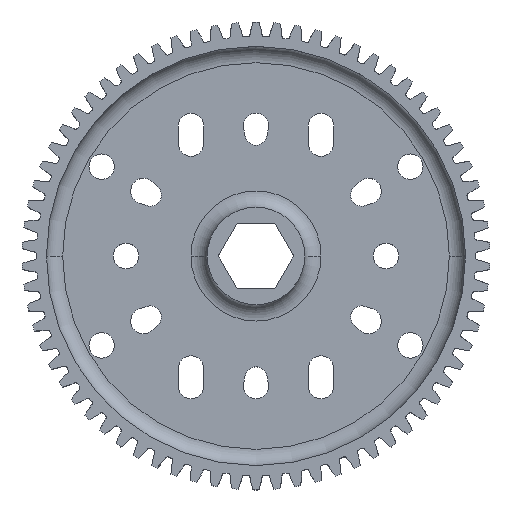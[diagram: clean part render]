
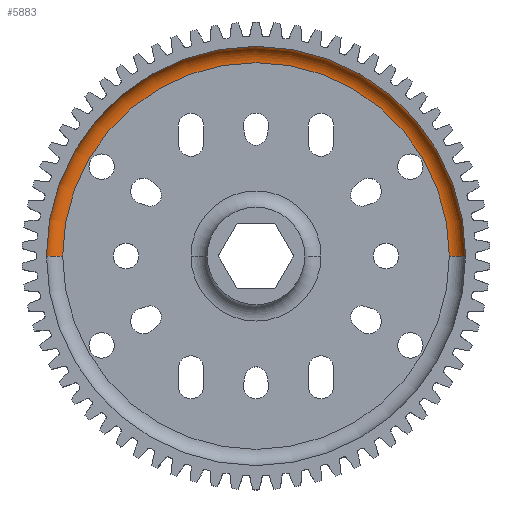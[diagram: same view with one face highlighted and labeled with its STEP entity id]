
A CAD part, top view. The second image highlights one B-rep face of the part: STEP entity #5883.
In plain terms, the highlighted toroidal (fillet/blend) face has major radius 37.782 mm and minor radius 3.175 mm.
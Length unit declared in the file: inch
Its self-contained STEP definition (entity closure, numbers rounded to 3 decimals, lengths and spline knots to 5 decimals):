
#400 = ORIENTED_EDGE ( 'NONE', *, *, #11473, .F. ) ;
#865 = CIRCLE ( 'NONE', #25430, 0.125 ) ;
#1662 = VERTEX_POINT ( 'NONE', #20949 ) ;
#1823 = DIRECTION ( 'NONE',  ( 1., 0., 0. ) ) ;
#3350 = ORIENTED_EDGE ( 'NONE', *, *, #23560, .F. ) ;
#3685 = VERTEX_POINT ( 'NONE', #22460 ) ;
#5089 = VERTEX_POINT ( 'NONE', #25080 ) ;
#5883 = ADVANCED_FACE ( 'NONE', ( #33141 ), #26089, .F. ) ;
#5884 = CARTESIAN_POINT ( 'NONE',  ( 1.6125, 0., 0.0275 ) ) ;
#6067 = AXIS2_PLACEMENT_3D ( 'NONE', #30797, #17218, #30270 ) ;
#7375 = DIRECTION ( 'NONE',  ( 0., 0., 1. ) ) ;
#8512 = CIRCLE ( 'NONE', #32567, 0.125 ) ;
#10087 = CARTESIAN_POINT ( 'NONE',  ( -1.4875, 0., 0.0275 ) ) ;
#11473 = EDGE_CURVE ( 'NONE', #1662, #5089, #865, .T. ) ;
#14213 = DIRECTION ( 'NONE',  ( 0., 0., -1. ) ) ;
#14261 = AXIS2_PLACEMENT_3D ( 'NONE', #26360, #7375, #1823 ) ;
#17218 = DIRECTION ( 'NONE',  ( 0., 0., 1. ) ) ;
#19018 = EDGE_LOOP ( 'NONE', ( #400, #31307, #24753, #3350 ) ) ;
#20654 = VERTEX_POINT ( 'NONE', #5884 ) ;
#20949 = CARTESIAN_POINT ( 'NONE',  ( -1.4875, 0., -0.0975 ) ) ;
#22460 = CARTESIAN_POINT ( 'NONE',  ( 1.4875, 0., -0.0975 ) ) ;
#22828 = CARTESIAN_POINT ( 'NONE',  ( 1.4875, 0., 0.0275 ) ) ;
#23560 = EDGE_CURVE ( 'NONE', #5089, #20654, #33088, .T. ) ;
#24753 = ORIENTED_EDGE ( 'NONE', *, *, #33007, .T. ) ;
#25080 = CARTESIAN_POINT ( 'NONE',  ( -1.6125, 0., 0.0275 ) ) ;
#25124 = DIRECTION ( 'NONE',  ( 1., 0., 0. ) ) ;
#25430 = AXIS2_PLACEMENT_3D ( 'NONE', #10087, #31909, #34963 ) ;
#25904 = EDGE_CURVE ( 'NONE', #3685, #1662, #29664, .T. ) ;
#26089 = TOROIDAL_SURFACE ( 'NONE', #6067, 1.4875, 0.125 ) ;
#26360 = CARTESIAN_POINT ( 'NONE',  ( 0., 0., -0.0975 ) ) ;
#27796 = CARTESIAN_POINT ( 'NONE',  ( 0., 0., 0.0275 ) ) ;
#29664 = CIRCLE ( 'NONE', #14261, 1.4875 ) ;
#30270 = DIRECTION ( 'NONE',  ( 1., 0., 0. ) ) ;
#30513 = DIRECTION ( 'NONE',  ( 0., 0., -1. ) ) ;
#30797 = CARTESIAN_POINT ( 'NONE',  ( 0., 0., 0.0275 ) ) ;
#31307 = ORIENTED_EDGE ( 'NONE', *, *, #25904, .F. ) ;
#31909 = DIRECTION ( 'NONE',  ( 0., 1., 0. ) ) ;
#32567 = AXIS2_PLACEMENT_3D ( 'NONE', #22828, #33747, #30513 ) ;
#33007 = EDGE_CURVE ( 'NONE', #3685, #20654, #8512, .T. ) ;
#33088 = CIRCLE ( 'NONE', #34807, 1.6125 ) ;
#33141 = FACE_OUTER_BOUND ( 'NONE', #19018, .T. ) ;
#33747 = DIRECTION ( 'NONE',  ( 0., -1., 0. ) ) ;
#34807 = AXIS2_PLACEMENT_3D ( 'NONE', #27796, #14213, #25124 ) ;
#34963 = DIRECTION ( 'NONE',  ( -1., 0., 0. ) ) ;
